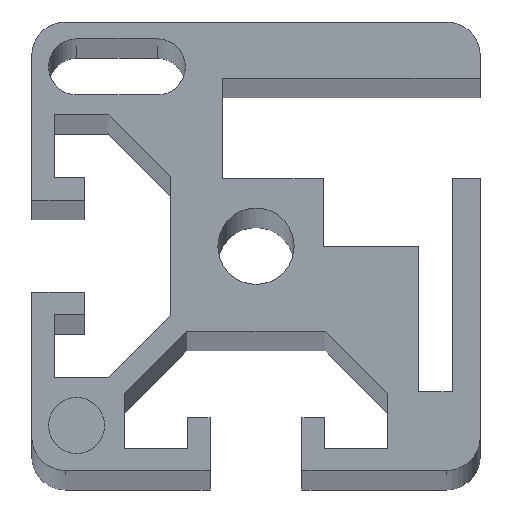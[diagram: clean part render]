
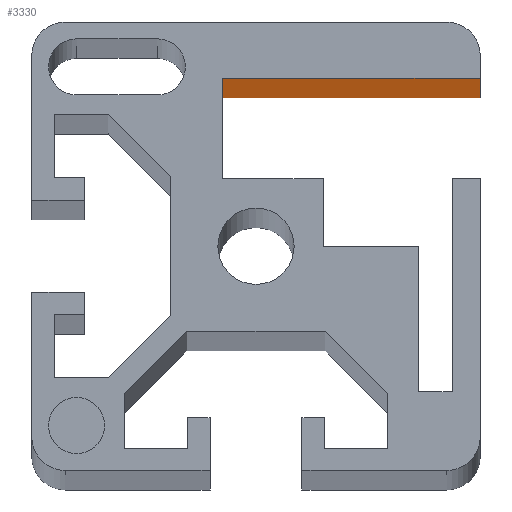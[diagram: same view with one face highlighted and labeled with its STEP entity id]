
A CAD part, top view. The second image highlights one B-rep face of the part: STEP entity #3330.
In plain terms, the highlighted planar face has unit normal (0, -1, 0).
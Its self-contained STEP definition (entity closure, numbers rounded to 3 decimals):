
#1816=ORIENTED_EDGE('',*,*,#2293,.T.);
#1817=ORIENTED_EDGE('',*,*,#2422,.T.);
#1818=ORIENTED_EDGE('',*,*,#2423,.F.);
#1819=ORIENTED_EDGE('',*,*,#2420,.F.);
#1911=VECTOR('',#2577,1.);
#2031=VECTOR('',#2793,1.);
#2033=VECTOR('',#2797,1.);
#2034=VECTOR('',#2798,1.);
#2049=LINE('',#2868,#1911);
#2169=LINE('',#3122,#2031);
#2171=LINE('',#3126,#2033);
#2172=LINE('',#3127,#2034);
#2188=VERTEX_POINT('',#2865);
#2189=VERTEX_POINT('',#2867);
#2275=VERTEX_POINT('',#3121);
#2276=VERTEX_POINT('',#3125);
#2293=EDGE_CURVE('',#2189,#2188,#2049,.T.);
#2420=EDGE_CURVE('',#2189,#2275,#2169,.T.);
#2422=EDGE_CURVE('',#2188,#2276,#2171,.T.);
#2423=EDGE_CURVE('',#2275,#2276,#2172,.T.);
#2484=EDGE_LOOP('',(#1816,#1817,#1818,#1819));
#2546=FACE_BOUND('',#2484,.T.);
#2577=DIRECTION('',(0.,0.,23.));
#2793=DIRECTION('',(-1000.,0.,0.));
#2795=DIRECTION('',(0.,-1.,0.));
#2796=DIRECTION('',(-1.,0.,0.));
#2797=DIRECTION('',(-1000.,0.,0.));
#2798=DIRECTION('',(0.,0.,23.));
#2865=CARTESIAN_POINT('',(1000.,15.,20.));
#2867=CARTESIAN_POINT('',(1000.,15.,-3.));
#2868=CARTESIAN_POINT('',(1000.,15.,-3.));
#3121=CARTESIAN_POINT('',(0.,15.,-3.));
#3122=CARTESIAN_POINT('',(1000.,15.,-3.));
#3124=CARTESIAN_POINT('',(1000.,15.,20.));
#3125=CARTESIAN_POINT('',(0.,15.,20.));
#3126=CARTESIAN_POINT('',(1000.,15.,20.));
#3127=CARTESIAN_POINT('',(0.,15.,-3.));
#3217=AXIS2_PLACEMENT_3D('',#3124,#2795,#2796);
#3280=PLANE('',#3217);
#3330=ADVANCED_FACE('',(#2546),#3280,.T.);
